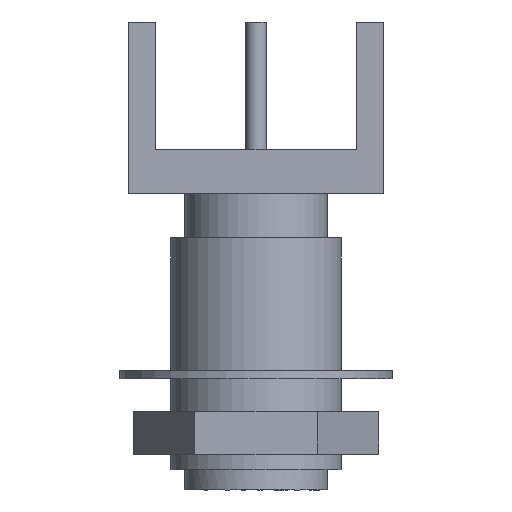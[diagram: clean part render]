
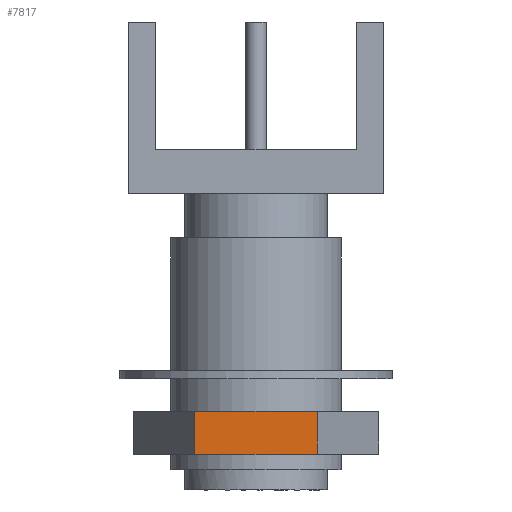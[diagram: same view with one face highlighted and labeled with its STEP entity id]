
A CAD part, front view. The second image highlights one B-rep face of the part: STEP entity #7817.
In plain terms, the highlighted free-form (B-spline) face has degree [1, 1] with [2, 2] control points.
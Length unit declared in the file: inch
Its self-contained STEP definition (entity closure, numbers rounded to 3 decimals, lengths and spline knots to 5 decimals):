
#37=(GEOMETRIC_REPRESENTATION_CONTEXT(2)PARAMETRIC_REPRESENTATION_CONTEXT()REPRESENTATION_CONTEXT('',''));
#7489=CARTESIAN_POINT('',(25.57968,29.37191,0.88558));
#7490=CARTESIAN_POINT('',(25.57968,29.68441,0.88558));
#7491=CARTESIAN_POINT('',(25.21884,29.37191,0.88558));
#7492=CARTESIAN_POINT('',(25.21884,29.68441,0.88558));
#7493=B_SPLINE_SURFACE_WITH_KNOTS('',1,1,((#7489,#7490),(#7491,#7492)),.UNSPECIFIED.,.F.,.F.,.U.,(2,2),(2,2),(-0.18042,0.18042),(-0.15625,0.15625),.UNSPECIFIED.);
#7582=CARTESIAN_POINT('',(25.21884,29.37191,0.94858));
#7583=CARTESIAN_POINT('',(25.21884,29.68441,0.94858));
#7584=CARTESIAN_POINT('',(25.57968,29.37191,0.94858));
#7585=CARTESIAN_POINT('',(25.57968,29.68441,0.94858));
#7586=B_SPLINE_SURFACE_WITH_KNOTS('',1,1,((#7582,#7583),(#7584,#7585)),.UNSPECIFIED.,.F.,.F.,.U.,(2,2),(2,2),(-0.18042,0.18042),(-0.15625,0.15625),.UNSPECIFIED.);
#7663=CARTESIAN_POINT('',(25.48947,29.37191,0.88558));
#7664=CARTESIAN_POINT('',(25.48947,29.37191,0.94858));
#7665=CARTESIAN_POINT('',(25.57968,29.52816,0.88558));
#7666=CARTESIAN_POINT('',(25.57968,29.52816,0.94858));
#7667=B_SPLINE_SURFACE_WITH_KNOTS('',1,1,((#7663,#7664),(#7665,#7666)),.UNSPECIFIED.,.F.,.F.,.U.,(2,2),(2,2),(0.0,0.18042),(0.0,0.063),.UNSPECIFIED.);
#7668=CARTESIAN_POINT('',(25.48947,29.37191,0.88558));
#7669=VERTEX_POINT('',#7668);
#7713=CARTESIAN_POINT('',(25.48947,29.37191,0.94858));
#7714=VERTEX_POINT('',#7713);
#7733=CARTESIAN_POINT('',(25.30905,29.37191,0.88558));
#7734=CARTESIAN_POINT('',(25.30905,29.37191,0.94858));
#7735=CARTESIAN_POINT('',(25.48947,29.37191,0.88558));
#7736=CARTESIAN_POINT('',(25.48947,29.37191,0.94858));
#7737=B_SPLINE_SURFACE_WITH_KNOTS('',1,1,((#7733,#7734),(#7735,#7736)),.UNSPECIFIED.,.F.,.F.,.U.,(2,2),(2,2),(0.0,0.18042),(0.0,0.063),.UNSPECIFIED.);
#7738=CARTESIAN_POINT('',(0.,0.));
#7739=CARTESIAN_POINT('',(0.,0.063));
#7740=B_SPLINE_CURVE_WITH_KNOTS('',1,(#7738,#7739),.UNSPECIFIED.,.F.,.F.,(2,2),(0.0,0.063),.UNSPECIFIED.);
#7741=DEFINITIONAL_REPRESENTATION('',(#7740),#37);
#7742=PCURVE('',#7667,#7741);
#7743=CARTESIAN_POINT('',(0.18,0.));
#7744=CARTESIAN_POINT('',(0.18,0.063));
#7745=B_SPLINE_CURVE_WITH_KNOTS('',1,(#7743,#7744),.UNSPECIFIED.,.F.,.F.,(2,2),(0.0,0.063),.UNSPECIFIED.);
#7746=DEFINITIONAL_REPRESENTATION('',(#7745),#37);
#7747=PCURVE('',#7737,#7746);
#7748=CARTESIAN_POINT('',(25.48947,29.37191,0.88558));
#7749=CARTESIAN_POINT('',(25.48947,29.37191,0.94858));
#7750=B_SPLINE_CURVE_WITH_KNOTS('',1,(#7748,#7749),.UNSPECIFIED.,.F.,.F.,(2,2),(0.0,0.063),.UNSPECIFIED.);
#7751=INTERSECTION_CURVE('',#7750,(#7742,#7747),.PCURVE_S1.);
#7752=EDGE_CURVE('',#7669,#7714,#7751,.T.);
#7757=CARTESIAN_POINT('',(25.30905,29.37191,0.88558));
#7758=VERTEX_POINT('',#7757);
#7759=CARTESIAN_POINT('',(0.0,0.));
#7760=CARTESIAN_POINT('',(0.18,0.));
#7761=B_SPLINE_CURVE_WITH_KNOTS('',1,(#7759,#7760),.UNSPECIFIED.,.F.,.F.,(2,2),(0.0,0.18042),.UNSPECIFIED.);
#7762=DEFINITIONAL_REPRESENTATION('',(#7761),#37);
#7763=PCURVE('',#7737,#7762);
#7764=CARTESIAN_POINT('',(0.09,-0.156));
#7765=CARTESIAN_POINT('',(-0.09,-0.156));
#7766=B_SPLINE_CURVE_WITH_KNOTS('',1,(#7764,#7765),.UNSPECIFIED.,.F.,.F.,(2,2),(0.0,0.18042),.UNSPECIFIED.);
#7767=DEFINITIONAL_REPRESENTATION('',(#7766),#37);
#7768=PCURVE('',#7493,#7767);
#7769=CARTESIAN_POINT('',(25.30905,29.37191,0.88558));
#7770=CARTESIAN_POINT('',(25.48947,29.37191,0.88558));
#7771=B_SPLINE_CURVE_WITH_KNOTS('',1,(#7769,#7770),.UNSPECIFIED.,.F.,.F.,(2,2),(0.0,0.18042),.UNSPECIFIED.);
#7772=INTERSECTION_CURVE('',#7771,(#7763,#7768),.PCURVE_S1.);
#7773=EDGE_CURVE('',#7758,#7669,#7772,.T.);
#7774=ORIENTED_EDGE('',*,*,#7773,.T.);
#7775=ORIENTED_EDGE('',*,*,#7752,.T.);
#7776=CARTESIAN_POINT('',(25.30905,29.37191,0.94858));
#7777=VERTEX_POINT('',#7776);
#7778=CARTESIAN_POINT('',(0.,0.063));
#7779=CARTESIAN_POINT('',(0.18,0.063));
#7780=B_SPLINE_CURVE_WITH_KNOTS('',1,(#7778,#7779),.UNSPECIFIED.,.F.,.F.,(2,2),(0.0,0.18042),.UNSPECIFIED.);
#7781=DEFINITIONAL_REPRESENTATION('',(#7780),#37);
#7782=PCURVE('',#7737,#7781);
#7783=CARTESIAN_POINT('',(-0.09,-0.156));
#7784=CARTESIAN_POINT('',(0.09,-0.156));
#7785=B_SPLINE_CURVE_WITH_KNOTS('',1,(#7783,#7784),.UNSPECIFIED.,.F.,.F.,(2,2),(0.0,0.18042),.UNSPECIFIED.);
#7786=DEFINITIONAL_REPRESENTATION('',(#7785),#37);
#7787=PCURVE('',#7586,#7786);
#7788=CARTESIAN_POINT('',(25.30905,29.37191,0.94858));
#7789=CARTESIAN_POINT('',(25.48947,29.37191,0.94858));
#7790=B_SPLINE_CURVE_WITH_KNOTS('',1,(#7788,#7789),.UNSPECIFIED.,.F.,.F.,(2,2),(0.0,0.18042),.UNSPECIFIED.);
#7791=INTERSECTION_CURVE('',#7790,(#7782,#7787),.PCURVE_S1.);
#7792=EDGE_CURVE('',#7777,#7714,#7791,.T.);
#7793=ORIENTED_EDGE('',*,*,#7792,.F.);
#7794=CARTESIAN_POINT('',(25.21884,29.52816,0.88558));
#7795=CARTESIAN_POINT('',(25.21884,29.52816,0.94858));
#7796=CARTESIAN_POINT('',(25.30905,29.37191,0.88558));
#7797=CARTESIAN_POINT('',(25.30905,29.37191,0.94858));
#7798=B_SPLINE_SURFACE_WITH_KNOTS('',1,1,((#7794,#7795),(#7796,#7797)),.UNSPECIFIED.,.F.,.F.,.U.,(2,2),(2,2),(0.0,0.18042),(0.0,0.063),.UNSPECIFIED.);
#7799=CARTESIAN_POINT('',(0.0,0.));
#7800=CARTESIAN_POINT('',(0.,0.063));
#7801=B_SPLINE_CURVE_WITH_KNOTS('',1,(#7799,#7800),.UNSPECIFIED.,.F.,.F.,(2,2),(0.0,0.063),.UNSPECIFIED.);
#7802=DEFINITIONAL_REPRESENTATION('',(#7801),#37);
#7803=PCURVE('',#7737,#7802);
#7804=CARTESIAN_POINT('',(0.18,0.));
#7805=CARTESIAN_POINT('',(0.18,0.063));
#7806=B_SPLINE_CURVE_WITH_KNOTS('',1,(#7804,#7805),.UNSPECIFIED.,.F.,.F.,(2,2),(0.0,0.063),.UNSPECIFIED.);
#7807=DEFINITIONAL_REPRESENTATION('',(#7806),#37);
#7808=PCURVE('',#7798,#7807);
#7809=CARTESIAN_POINT('',(25.30905,29.37191,0.88558));
#7810=CARTESIAN_POINT('',(25.30905,29.37191,0.94858));
#7811=B_SPLINE_CURVE_WITH_KNOTS('',1,(#7809,#7810),.UNSPECIFIED.,.F.,.F.,(2,2),(0.0,0.063),.UNSPECIFIED.);
#7812=INTERSECTION_CURVE('',#7811,(#7803,#7808),.PCURVE_S1.);
#7813=EDGE_CURVE('',#7758,#7777,#7812,.T.);
#7814=ORIENTED_EDGE('',*,*,#7813,.F.);
#7815=EDGE_LOOP('',(#7774,#7775,#7793,#7814));
#7816=FACE_BOUND('',#7815,.T.);
#7817=ADVANCED_FACE(' DE      175',(#7816),#7737,.T.);
